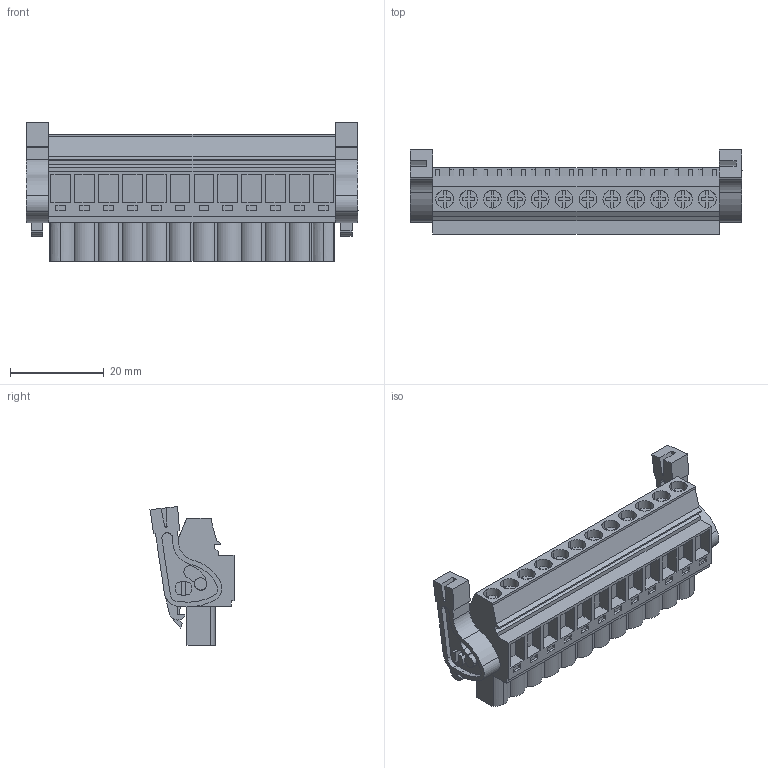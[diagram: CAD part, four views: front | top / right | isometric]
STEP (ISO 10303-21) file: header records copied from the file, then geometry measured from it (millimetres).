
FILE_DESCRIPTION(('CATIA V5 STEP','CAx-IF Rec.Pracs.--- Model Styling and Organization---1.2---2011-12-15'),'2;1');
FILE_NAME ('D1460101_0_1947630000_1947630000.stp','2017-09-09T10:46:37+00:00',('none'),('Weidmueller'),'CATIA Version 5-6 Release 2014','CATIA V5 STEP AP214','none');
FILE_SCHEMA(('AUTOMOTIVE_DESIGN { 1 0 10303 214 1 1 1 1 }'));
Length unit declared in the file: millimetre
Products named in the file (1): 1947630000
Bounding box: 70.66 x 17.88 x 29.56 mm (x, y, z)
Volume: 15024 mm3; surface area: 10029.7 mm2
Topology: 15 solids, 15 shells, 936 faces, 2610 edges, 1763 vertices
Faces by surface type: plane 754, cylinder 178, extrusion 4
Entity records: 28342 total; most frequent: CARTESIAN_POINT 5457, ORIENTED_EDGE 5220, DIRECTION 3824, EDGE_CURVE 2610, VECTOR 2182, LINE 2178, VERTEX_POINT 1763, EDGE_LOOP 1005
